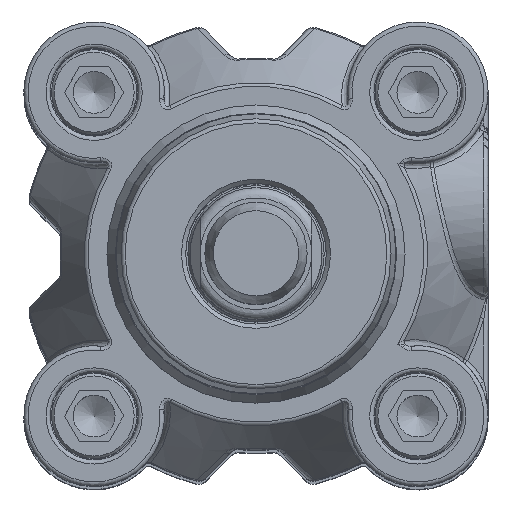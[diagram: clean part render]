
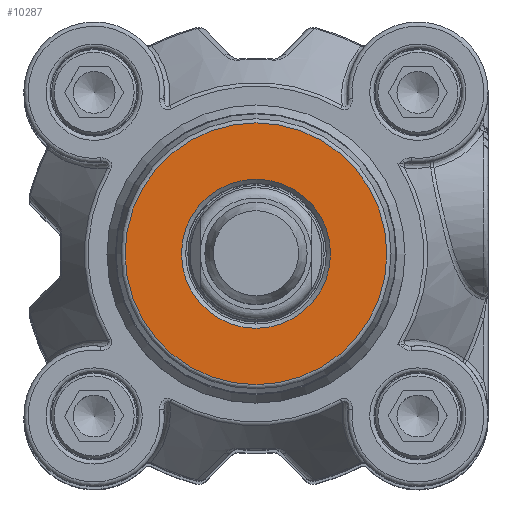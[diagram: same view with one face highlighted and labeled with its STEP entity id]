
A CAD part, top view. The second image highlights one B-rep face of the part: STEP entity #10287.
In plain terms, the highlighted planar face has unit normal (0, 0, 1).
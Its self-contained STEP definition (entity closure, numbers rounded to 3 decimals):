
#10161=CARTESIAN_POINT('',(8.75,0.,149.5));
#10162=VERTEX_POINT('',#10161);
#10163=CARTESIAN_POINT('',(0.0,0.0,149.5));
#10164=DIRECTION('',(0.0,0.0,1.0));
#10165=DIRECTION('',(-1.0,0.0,0.0));
#10166=AXIS2_PLACEMENT_3D('',#10163,#10164,#10165);
#10167=CIRCLE('',#10166,8.75);
#10168=EDGE_CURVE('',#10162,#10162,#10167,.T.);
#10268=CARTESIAN_POINT('',(7.683,0.0,149.5));
#10269=DIRECTION('',(0.0,0.0,1.0));
#10270=DIRECTION('',(1.0,0.0,0.0));
#10271=AXIS2_PLACEMENT_3D('',#10268,#10269,#10270);
#10272=PLANE('',#10271);
#10273=CARTESIAN_POINT('',(15.366,0.0,149.5));
#10274=VERTEX_POINT('',#10273);
#10275=CARTESIAN_POINT('',(0.0,0.0,149.5));
#10276=DIRECTION('',(0.0,0.0,1.0));
#10277=DIRECTION('',(1.0,0.0,0.0));
#10278=AXIS2_PLACEMENT_3D('',#10275,#10276,#10277);
#10279=CIRCLE('',#10278,15.366);
#10280=EDGE_CURVE('',#10274,#10274,#10279,.T.);
#10281=ORIENTED_EDGE('',*,*,#10280,.T.);
#10282=EDGE_LOOP('',(#10281));
#10283=FACE_OUTER_BOUND('',#10282,.T.);
#10284=ORIENTED_EDGE('',*,*,#10168,.F.);
#10285=EDGE_LOOP('',(#10284));
#10286=FACE_BOUND('',#10285,.T.);
#10287=ADVANCED_FACE('',(#10283,#10286),#10272,.T.);
